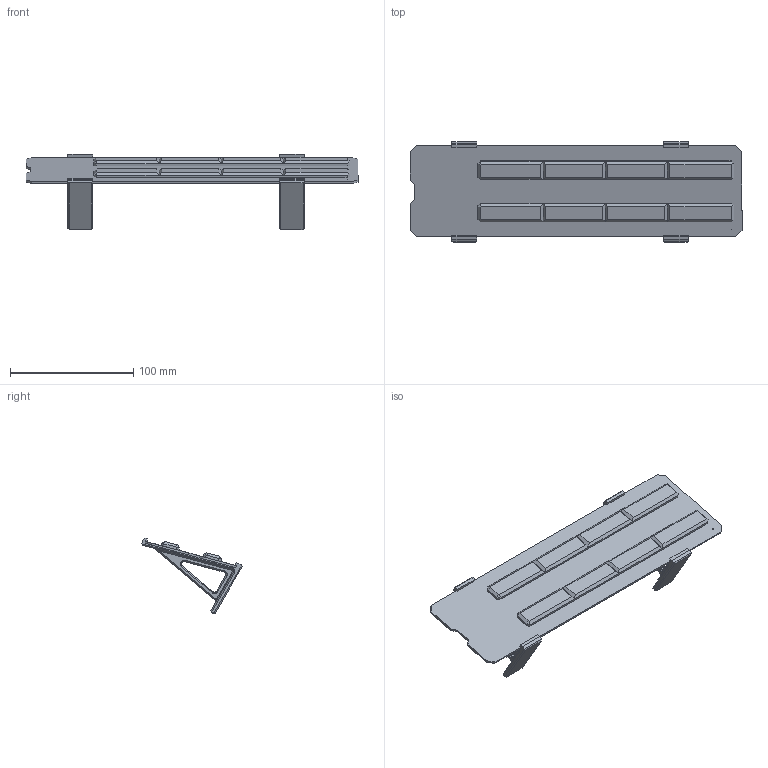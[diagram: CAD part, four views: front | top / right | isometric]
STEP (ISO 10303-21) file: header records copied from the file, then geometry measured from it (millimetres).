
FILE_DESCRIPTION (( 'STEP AP214' ), '1' );
FILE_NAME ('Clock Asm.STEP', '2022-08-24T22:09:11', ( '' ), ( '' ), 'SwSTEP 2.0', 'SolidWorks 2022', '' );
FILE_SCHEMA (( 'AUTOMOTIVE_DESIGN' ));
Length unit declared in the file: millimetre
Products named in the file (5): Clock Stand; Clock Asm; PCB; Min Diffuser; HR Diffuser
Assembly tree (5 placements, depth 2):
  Clock Asm
    PCB
    HR Diffuser
    Min Diffuser
    Clock Stand  x2
Bounding box: 269.24 x 81.38 x 61.44 mm (x, y, z)
Volume: 67560.3 mm3; surface area: 72423.1 mm2
Topology: 5 solids, 5 shells, 380 faces, 956 edges, 598 vertices
Faces by surface type: plane 248, cylinder 100, cone 32
Entity records: 9393 total; most frequent: CARTESIAN_POINT 1596, DIRECTION 1587, ORIENTED_EDGE 1540, EDGE_CURVE 770, LINE 567, VECTOR 567, AXIS2_PLACEMENT_3D 510, VERTEX_POINT 487
